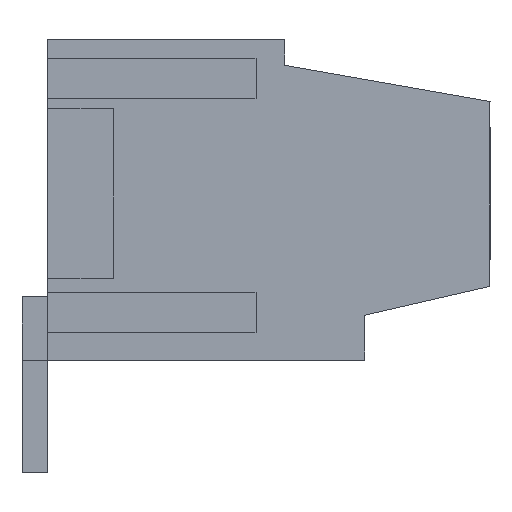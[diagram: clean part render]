
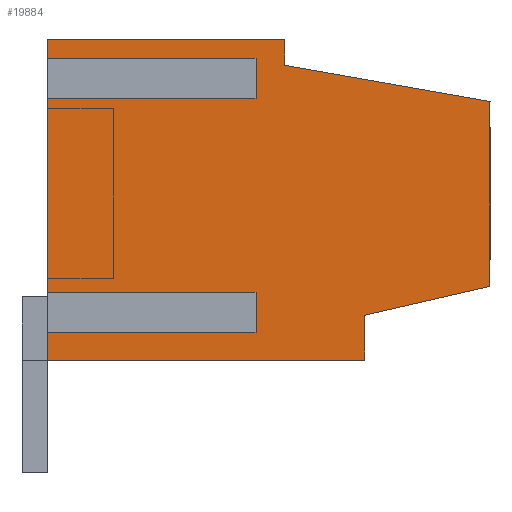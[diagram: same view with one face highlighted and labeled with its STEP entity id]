
A CAD part, left-side view. The second image highlights one B-rep face of the part: STEP entity #19884.
In plain terms, the highlighted planar face has unit normal (-1, 0, 0).
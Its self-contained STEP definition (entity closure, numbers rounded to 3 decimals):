
#19821=AXIS2_PLACEMENT_3D('Plane Axis2P3D',#19818,#19819,#19820) ;
#18868=CARTESIAN_POINT('Vertex',(0.55,13.8,3.5)) ;
#18871=CARTESIAN_POINT('Line Origine',(0.55,13.8,4.097)) ;
#18875=CARTESIAN_POINT('Vertex',(0.55,13.8,4.694)) ;
#18896=CARTESIAN_POINT('Vertex',(0.55,13.8,5.306)) ;
#18899=CARTESIAN_POINT('Line Origine',(0.55,13.8,8.65)) ;
#18903=CARTESIAN_POINT('Vertex',(0.55,13.8,11.994)) ;
#18924=CARTESIAN_POINT('Vertex',(0.55,13.8,12.606)) ;
#18927=CARTESIAN_POINT('Line Origine',(0.55,13.8,13.053)) ;
#18931=CARTESIAN_POINT('Vertex',(0.55,13.8,13.5)) ;
#19379=CARTESIAN_POINT('Line Origine',(0.55,10.1,13.5)) ;
#19383=CARTESIAN_POINT('Vertex',(0.55,6.4,13.5)) ;
#19472=CARTESIAN_POINT('Line Origine',(0.55,6.4,13.1)) ;
#19476=CARTESIAN_POINT('Vertex',(0.55,6.4,12.7)) ;
#19497=CARTESIAN_POINT('Line Origine',(0.55,3.2,12.136)) ;
#19501=CARTESIAN_POINT('Vertex',(0.55,0.,11.572)) ;
#19522=CARTESIAN_POINT('Line Origine',(0.55,0.,8.686)) ;
#19526=CARTESIAN_POINT('Vertex',(0.55,0.,5.8)) ;
#19583=CARTESIAN_POINT('Line Origine',(0.55,1.95,5.35)) ;
#19587=CARTESIAN_POINT('Vertex',(0.55,3.9,4.9)) ;
#19718=CARTESIAN_POINT('Vertex',(0.55,3.9,3.5)) ;
#19721=CARTESIAN_POINT('Line Origine',(0.55,8.85,3.5)) ;
#19818=CARTESIAN_POINT('Axis2P3D Location',(0.55,14.6,0.)) ;
#19823=CARTESIAN_POINT('Line Origine',(0.55,10.55,5.306)) ;
#19827=CARTESIAN_POINT('Vertex',(0.55,7.3,5.306)) ;
#19830=CARTESIAN_POINT('Line Origine',(0.55,7.3,5.)) ;
#19834=CARTESIAN_POINT('Vertex',(0.55,7.3,4.694)) ;
#19837=CARTESIAN_POINT('Line Origine',(0.55,10.55,4.694)) ;
#19842=CARTESIAN_POINT('Line Origine',(0.55,3.9,4.2)) ;
#19847=CARTESIAN_POINT('Line Origine',(0.55,10.55,12.606)) ;
#19851=CARTESIAN_POINT('Vertex',(0.55,7.3,12.606)) ;
#19854=CARTESIAN_POINT('Line Origine',(0.55,7.3,12.3)) ;
#19858=CARTESIAN_POINT('Vertex',(0.55,7.3,11.994)) ;
#19861=CARTESIAN_POINT('Line Origine',(0.55,10.55,11.994)) ;
#18872=DIRECTION('Vector Direction',(0.,0.,-1.)) ;
#18900=DIRECTION('Vector Direction',(0.,0.,-1.)) ;
#18928=DIRECTION('Vector Direction',(0.,0.,-1.)) ;
#19380=DIRECTION('Vector Direction',(0.,1.,0.)) ;
#19473=DIRECTION('Vector Direction',(0.,0.,1.)) ;
#19498=DIRECTION('Vector Direction',(0.,0.985,0.174)) ;
#19523=DIRECTION('Vector Direction',(0.,0.,1.)) ;
#19584=DIRECTION('Vector Direction',(0.,-0.974,0.225)) ;
#19722=DIRECTION('Vector Direction',(0.,-1.,0.)) ;
#19819=DIRECTION('Axis2P3D Direction',(-1.,0.,0.)) ;
#19820=DIRECTION('Axis2P3D XDirection',(0.,-1.,0.)) ;
#19824=DIRECTION('Vector Direction',(0.,-1.,0.)) ;
#19831=DIRECTION('Vector Direction',(0.,0.,-1.)) ;
#19838=DIRECTION('Vector Direction',(0.,-1.,0.)) ;
#19843=DIRECTION('Vector Direction',(0.,0.,1.)) ;
#19848=DIRECTION('Vector Direction',(0.,-1.,0.)) ;
#19855=DIRECTION('Vector Direction',(0.,0.,-1.)) ;
#19862=DIRECTION('Vector Direction',(0.,-1.,0.)) ;
#18873=VECTOR('Line Direction',#18872,1.) ;
#18901=VECTOR('Line Direction',#18900,1.) ;
#18929=VECTOR('Line Direction',#18928,1.) ;
#19381=VECTOR('Line Direction',#19380,1.) ;
#19474=VECTOR('Line Direction',#19473,1.) ;
#19499=VECTOR('Line Direction',#19498,1.) ;
#19524=VECTOR('Line Direction',#19523,1.) ;
#19585=VECTOR('Line Direction',#19584,1.) ;
#19723=VECTOR('Line Direction',#19722,1.) ;
#19825=VECTOR('Line Direction',#19824,1.) ;
#19832=VECTOR('Line Direction',#19831,1.) ;
#19839=VECTOR('Line Direction',#19838,1.) ;
#19844=VECTOR('Line Direction',#19843,1.) ;
#19849=VECTOR('Line Direction',#19848,1.) ;
#19856=VECTOR('Line Direction',#19855,1.) ;
#19863=VECTOR('Line Direction',#19862,1.) ;
#19867=ORIENTED_EDGE('',*,*,#18905,.T.) ;
#19868=ORIENTED_EDGE('',*,*,#19829,.T.) ;
#19869=ORIENTED_EDGE('',*,*,#19836,.T.) ;
#19870=ORIENTED_EDGE('',*,*,#19841,.F.) ;
#19871=ORIENTED_EDGE('',*,*,#18877,.T.) ;
#19872=ORIENTED_EDGE('',*,*,#19725,.T.) ;
#19873=ORIENTED_EDGE('',*,*,#19846,.T.) ;
#19874=ORIENTED_EDGE('',*,*,#19589,.T.) ;
#19875=ORIENTED_EDGE('',*,*,#19528,.T.) ;
#19876=ORIENTED_EDGE('',*,*,#19503,.T.) ;
#19877=ORIENTED_EDGE('',*,*,#19478,.T.) ;
#19878=ORIENTED_EDGE('',*,*,#19385,.T.) ;
#19879=ORIENTED_EDGE('',*,*,#18933,.T.) ;
#19880=ORIENTED_EDGE('',*,*,#19853,.T.) ;
#19881=ORIENTED_EDGE('',*,*,#19860,.T.) ;
#19882=ORIENTED_EDGE('',*,*,#19865,.F.) ;
#19884=ADVANCED_FACE('HOUSING',(#19883),#19822,.T.) ;
#18877=EDGE_CURVE('',#18876,#18869,#18874,.T.) ;
#18905=EDGE_CURVE('',#18904,#18897,#18902,.T.) ;
#18933=EDGE_CURVE('',#18932,#18925,#18930,.T.) ;
#19385=EDGE_CURVE('',#19384,#18932,#19382,.T.) ;
#19478=EDGE_CURVE('',#19477,#19384,#19475,.T.) ;
#19503=EDGE_CURVE('',#19502,#19477,#19500,.T.) ;
#19528=EDGE_CURVE('',#19527,#19502,#19525,.T.) ;
#19589=EDGE_CURVE('',#19588,#19527,#19586,.T.) ;
#19725=EDGE_CURVE('',#18869,#19719,#19724,.T.) ;
#19829=EDGE_CURVE('',#18897,#19828,#19826,.T.) ;
#19836=EDGE_CURVE('',#19828,#19835,#19833,.T.) ;
#19841=EDGE_CURVE('',#18876,#19835,#19840,.T.) ;
#19846=EDGE_CURVE('',#19719,#19588,#19845,.T.) ;
#19853=EDGE_CURVE('',#18925,#19852,#19850,.T.) ;
#19860=EDGE_CURVE('',#19852,#19859,#19857,.T.) ;
#19865=EDGE_CURVE('',#18904,#19859,#19864,.T.) ;
#19866=EDGE_LOOP('',(#19867,#19868,#19869,#19870,#19871,#19872,#19873,#19874,#19875,#19876,#19877,#19878,#19879,#19880,#19881,#19882)) ;
#19883=FACE_OUTER_BOUND('',#19866,.T.) ;
#18874=LINE('Line',#18871,#18873) ;
#18902=LINE('Line',#18899,#18901) ;
#18930=LINE('Line',#18927,#18929) ;
#19382=LINE('Line',#19379,#19381) ;
#19475=LINE('Line',#19472,#19474) ;
#19500=LINE('Line',#19497,#19499) ;
#19525=LINE('Line',#19522,#19524) ;
#19586=LINE('Line',#19583,#19585) ;
#19724=LINE('Line',#19721,#19723) ;
#19826=LINE('Line',#19823,#19825) ;
#19833=LINE('Line',#19830,#19832) ;
#19840=LINE('Line',#19837,#19839) ;
#19845=LINE('Line',#19842,#19844) ;
#19850=LINE('Line',#19847,#19849) ;
#19857=LINE('Line',#19854,#19856) ;
#19864=LINE('Line',#19861,#19863) ;
#19822=PLANE('',#19821) ;
#18869=VERTEX_POINT('',#18868) ;
#18876=VERTEX_POINT('',#18875) ;
#18897=VERTEX_POINT('',#18896) ;
#18904=VERTEX_POINT('',#18903) ;
#18925=VERTEX_POINT('',#18924) ;
#18932=VERTEX_POINT('',#18931) ;
#19384=VERTEX_POINT('',#19383) ;
#19477=VERTEX_POINT('',#19476) ;
#19502=VERTEX_POINT('',#19501) ;
#19527=VERTEX_POINT('',#19526) ;
#19588=VERTEX_POINT('',#19587) ;
#19719=VERTEX_POINT('',#19718) ;
#19828=VERTEX_POINT('',#19827) ;
#19835=VERTEX_POINT('',#19834) ;
#19852=VERTEX_POINT('',#19851) ;
#19859=VERTEX_POINT('',#19858) ;
